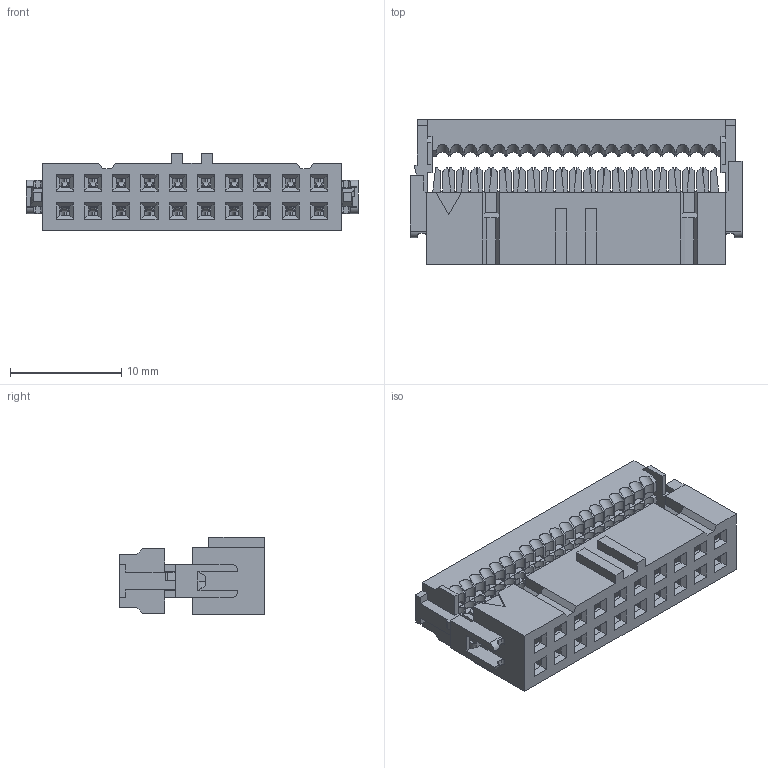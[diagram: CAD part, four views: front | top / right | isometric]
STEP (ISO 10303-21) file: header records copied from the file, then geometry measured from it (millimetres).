
FILE_DESCRIPTION((''),'2;1');
FILE_NAME('71600-020_ASM','2006-12-07T',('DaLegrand'),('FCI - CDC Division'),'PRO/ENGINEER BY PARAMETRIC TECHNOLOGY CORPORATION, 2004490','PRO/ENGINEER BY PARAMETRIC TECHNOLOGY CORPORATION, 2004490','');
FILE_SCHEMA(('CONFIG_CONTROL_DESIGN'));
Length unit declared in the file: millimetre
Products named in the file (4): 71902_Y20; 71921; 67015_Y20; 71600-020_ASM
Assembly tree (22 placements, depth 2):
  71600-020_ASM
    71902_Y20
    71921  x20
    67015_Y20
Bounding box: 29.86 x 13.03 x 7 mm (x, y, z)
Volume: 1324.1 mm3; surface area: 2699.9 mm2
Topology: 22 solids, 22 shells, 1998 faces, 5512 edges, 3576 vertices
Faces by surface type: plane 1482, cylinder 514, extrusion 2
Entity records: 34935 total; most frequent: CARTESIAN_POINT 7260, ORIENTED_EDGE 5894, DIRECTION 5335, EDGE_CURVE 2947, VECTOR 2585, LINE 2583, VERTEX_POINT 1866, AXIS2_PLACEMENT_3D 1375
